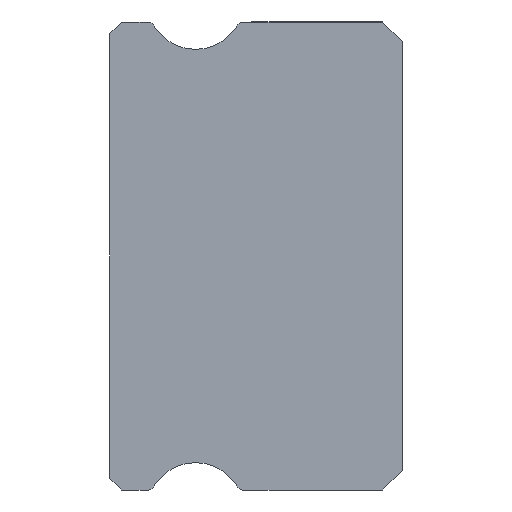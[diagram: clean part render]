
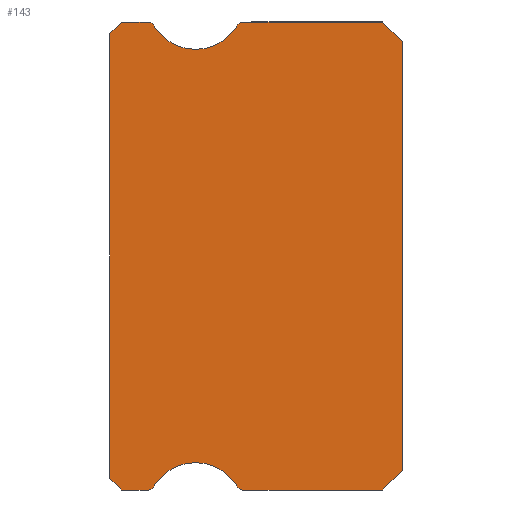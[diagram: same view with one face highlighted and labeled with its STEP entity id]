
A CAD part, left-side view. The second image highlights one B-rep face of the part: STEP entity #143.
In plain terms, the highlighted planar face has unit normal (-1, 0, 0).
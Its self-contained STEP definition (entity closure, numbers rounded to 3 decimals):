
#16 = EDGE_CURVE ( 'NONE', #2569, #2838, #2081, .T. ) ;
#42 = CARTESIAN_POINT ( 'NONE',  ( -15., 4.217, -5.925 ) ) ;
#47 = AXIS2_PLACEMENT_3D ( 'NONE', #902, #1421, #2427 ) ;
#59 = EDGE_CURVE ( 'NONE', #276, #147, #2554, .T. ) ;
#119 = ORIENTED_EDGE ( 'NONE', *, *, #2377, .F. ) ;
#127 = DIRECTION ( 'NONE',  ( 0., -0.707, -0.707 ) ) ;
#143 = ADVANCED_FACE ( 'NONE', ( #2619 ), #2583, .F. ) ;
#147 = VERTEX_POINT ( 'NONE', #853 ) ;
#149 = DIRECTION ( 'NONE',  ( 0., 0., -1. ) ) ;
#154 = ORIENTED_EDGE ( 'NONE', *, *, #926, .F. ) ;
#159 = CARTESIAN_POINT ( 'NONE',  ( -15., 6.512, 6. ) ) ;
#169 = ORIENTED_EDGE ( 'NONE', *, *, #1612, .F. ) ;
#249 = CARTESIAN_POINT ( 'NONE',  ( -15., 5.3, -6.55 ) ) ;
#253 = DIRECTION ( 'NONE',  ( 0., 0., -1. ) ) ;
#276 = VERTEX_POINT ( 'NONE', #2423 ) ;
#284 = CARTESIAN_POINT ( 'NONE',  ( -15., 6.512, 6. ) ) ;
#302 = DIRECTION ( 'NONE',  ( 0., -1., 0. ) ) ;
#306 = VECTOR ( 'NONE', #1059, 1000. ) ;
#345 = CARTESIAN_POINT ( 'NONE',  ( -15., 6.512, -5.85 ) ) ;
#354 = VERTEX_POINT ( 'NONE', #928 ) ;
#378 = VECTOR ( 'NONE', #2789, 1000. ) ;
#393 = VERTEX_POINT ( 'NONE', #2287 ) ;
#410 = AXIS2_PLACEMENT_3D ( 'NONE', #2432, #2999, #149 ) ;
#440 = DIRECTION ( 'NONE',  ( 0., 0., -1. ) ) ;
#520 = CARTESIAN_POINT ( 'NONE',  ( -15., 7.2, -6. ) ) ;
#533 = CARTESIAN_POINT ( 'NONE',  ( -15., 6.512, -6. ) ) ;
#538 = CARTESIAN_POINT ( 'NONE',  ( -15., 6.512, -6. ) ) ;
#546 = VERTEX_POINT ( 'NONE', #3263 ) ;
#573 = VERTEX_POINT ( 'NONE', #1070 ) ;
#633 = EDGE_CURVE ( 'NONE', #147, #2353, #794, .T. ) ;
#642 = EDGE_CURVE ( 'NONE', #546, #2838, #769, .T. ) ;
#684 = VERTEX_POINT ( 'NONE', #520 ) ;
#687 = CARTESIAN_POINT ( 'NONE',  ( -15., 5.3, 6.55 ) ) ;
#693 = VERTEX_POINT ( 'NONE', #533 ) ;
#708 = CARTESIAN_POINT ( 'NONE',  ( -15., 0.5, 6. ) ) ;
#753 = DIRECTION ( 'NONE',  ( 0., 0.707, -0.707 ) ) ;
#759 = EDGE_CURVE ( 'NONE', #1025, #1020, #1661, .T. ) ;
#769 = LINE ( 'NONE', #1064, #3204 ) ;
#778 = CIRCLE ( 'NONE', #3229, 1.25 ) ;
#794 = LINE ( 'NONE', #538, #2455 ) ;
#799 = VERTEX_POINT ( 'NONE', #159 ) ;
#840 = VECTOR ( 'NONE', #2941, 1000. ) ;
#853 = CARTESIAN_POINT ( 'NONE',  ( -15., 0.5, -6. ) ) ;
#856 = ORIENTED_EDGE ( 'NONE', *, *, #1667, .F. ) ;
#862 = EDGE_CURVE ( 'NONE', #684, #693, #2860, .T. ) ;
#878 = CARTESIAN_POINT ( 'NONE',  ( -15., 7.2, -6. ) ) ;
#894 = CARTESIAN_POINT ( 'NONE',  ( -15., 4.088, -6. ) ) ;
#902 = CARTESIAN_POINT ( 'NONE',  ( -15., 4.088, -5.85 ) ) ;
#906 = ORIENTED_EDGE ( 'NONE', *, *, #759, .F. ) ;
#926 = EDGE_CURVE ( 'NONE', #1331, #2153, #778, .T. ) ;
#928 = CARTESIAN_POINT ( 'NONE',  ( -15., 4.088, 6. ) ) ;
#983 = DIRECTION ( 'NONE',  ( 0., 0., 1. ) ) ;
#1020 = VERTEX_POINT ( 'NONE', #2456 ) ;
#1025 = VERTEX_POINT ( 'NONE', #708 ) ;
#1059 = DIRECTION ( 'NONE',  ( 0., -1., 0. ) ) ;
#1064 = CARTESIAN_POINT ( 'NONE',  ( -15., 7.5, 5.7 ) ) ;
#1070 = CARTESIAN_POINT ( 'NONE',  ( -15., 4.217, 5.925 ) ) ;
#1093 = DIRECTION ( 'NONE',  ( 0., 0., -1. ) ) ;
#1172 = EDGE_CURVE ( 'NONE', #799, #393, #2429, .T. ) ;
#1183 = VECTOR ( 'NONE', #2500, 1000. ) ;
#1199 = LINE ( 'NONE', #3202, #2756 ) ;
#1245 = CARTESIAN_POINT ( 'NONE',  ( -15., 6.512, 5.85 ) ) ;
#1258 = ORIENTED_EDGE ( 'NONE', *, *, #1945, .F. ) ;
#1261 = ORIENTED_EDGE ( 'NONE', *, *, #2675, .T. ) ;
#1273 = CIRCLE ( 'NONE', #410, 1.25 ) ;
#1331 = VERTEX_POINT ( 'NONE', #42 ) ;
#1351 = ORIENTED_EDGE ( 'NONE', *, *, #2796, .F. ) ;
#1371 = DIRECTION ( 'NONE',  ( 1., 0., 0. ) ) ;
#1406 = VECTOR ( 'NONE', #127, 1000. ) ;
#1421 = DIRECTION ( 'NONE',  ( 1., 0., 0. ) ) ;
#1445 = DIRECTION ( 'NONE',  ( -1., 0., 0. ) ) ;
#1490 = CIRCLE ( 'NONE', #2236, 0.15 ) ;
#1508 = EDGE_CURVE ( 'NONE', #1984, #573, #1804, .T. ) ;
#1574 = CARTESIAN_POINT ( 'NONE',  ( -15., 6.383, -5.925 ) ) ;
#1575 = DIRECTION ( 'NONE',  ( 0., 1., 0. ) ) ;
#1612 = EDGE_CURVE ( 'NONE', #393, #1984, #1273, .T. ) ;
#1648 = EDGE_CURVE ( 'NONE', #799, #546, #1199, .T. ) ;
#1661 = LINE ( 'NONE', #1906, #1406 ) ;
#1667 = EDGE_CURVE ( 'NONE', #573, #354, #3237, .T. ) ;
#1683 = DIRECTION ( 'NONE',  ( 0., 0., -1. ) ) ;
#1689 = CARTESIAN_POINT ( 'NONE',  ( -15., 5.3, 5.3 ) ) ;
#1759 = ORIENTED_EDGE ( 'NONE', *, *, #862, .T. ) ;
#1790 = CARTESIAN_POINT ( 'NONE',  ( -15., 0., -5.5 ) ) ;
#1804 = CIRCLE ( 'NONE', #1868, 1.25 ) ;
#1807 = CARTESIAN_POINT ( 'NONE',  ( -15., 7.5, 5.85 ) ) ;
#1811 = LINE ( 'NONE', #284, #306 ) ;
#1821 = ORIENTED_EDGE ( 'NONE', *, *, #16, .F. ) ;
#1866 = CIRCLE ( 'NONE', #47, 0.15 ) ;
#1868 = AXIS2_PLACEMENT_3D ( 'NONE', #687, #1445, #2481 ) ;
#1875 = LINE ( 'NONE', #878, #840 ) ;
#1906 = CARTESIAN_POINT ( 'NONE',  ( -15., 0.5, 6. ) ) ;
#1912 = AXIS2_PLACEMENT_3D ( 'NONE', #1960, #2969, #253 ) ;
#1929 = DIRECTION ( 'NONE',  ( 1., 0., 0. ) ) ;
#1937 = CARTESIAN_POINT ( 'NONE',  ( -15., 6.512, -6. ) ) ;
#1945 = EDGE_CURVE ( 'NONE', #2353, #1331, #1866, .T. ) ;
#1960 = CARTESIAN_POINT ( 'NONE',  ( -15., 4.088, 5.85 ) ) ;
#1969 = VECTOR ( 'NONE', #983, 1000. ) ;
#1977 = DIRECTION ( 'NONE',  ( 0., 1., 0. ) ) ;
#1984 = VERTEX_POINT ( 'NONE', #1689 ) ;
#2031 = DIRECTION ( 'NONE',  ( -1., 0., 0. ) ) ;
#2081 = LINE ( 'NONE', #1807, #1183 ) ;
#2115 = CARTESIAN_POINT ( 'NONE',  ( -15., 6.512, 5.85 ) ) ;
#2143 = ORIENTED_EDGE ( 'NONE', *, *, #59, .F. ) ;
#2153 = VERTEX_POINT ( 'NONE', #1574 ) ;
#2207 = CARTESIAN_POINT ( 'NONE',  ( -15., 7.5, 5.7 ) ) ;
#2236 = AXIS2_PLACEMENT_3D ( 'NONE', #345, #1371, #440 ) ;
#2272 = EDGE_CURVE ( 'NONE', #2569, #684, #1875, .T. ) ;
#2287 = CARTESIAN_POINT ( 'NONE',  ( -15., 6.383, 5.925 ) ) ;
#2353 = VERTEX_POINT ( 'NONE', #894 ) ;
#2369 = DIRECTION ( 'NONE',  ( 1., 0., 0. ) ) ;
#2377 = EDGE_CURVE ( 'NONE', #2153, #693, #1490, .T. ) ;
#2390 = EDGE_LOOP ( 'NONE', ( #2700, #1821, #3117, #1759, #119, #154, #1258, #2982, #2143, #1261, #906, #1351, #856, #2987, #169, #2428, #2503 ) ) ;
#2423 = CARTESIAN_POINT ( 'NONE',  ( -15., 0., -5.5 ) ) ;
#2427 = DIRECTION ( 'NONE',  ( 0., 0., -1. ) ) ;
#2428 = ORIENTED_EDGE ( 'NONE', *, *, #1172, .F. ) ;
#2429 = CIRCLE ( 'NONE', #3064, 0.15 ) ;
#2432 = CARTESIAN_POINT ( 'NONE',  ( -15., 5.3, 6.55 ) ) ;
#2455 = VECTOR ( 'NONE', #1575, 1000. ) ;
#2456 = CARTESIAN_POINT ( 'NONE',  ( -15., 0., 5.5 ) ) ;
#2457 = AXIS2_PLACEMENT_3D ( 'NONE', #2115, #2369, #1093 ) ;
#2481 = DIRECTION ( 'NONE',  ( 0., 0., -1. ) ) ;
#2500 = DIRECTION ( 'NONE',  ( 0., 0., 1. ) ) ;
#2503 = ORIENTED_EDGE ( 'NONE', *, *, #1648, .T. ) ;
#2554 = LINE ( 'NONE', #1790, #378 ) ;
#2569 = VERTEX_POINT ( 'NONE', #2800 ) ;
#2583 = PLANE ( 'NONE',  #2457 ) ;
#2619 = FACE_OUTER_BOUND ( 'NONE', #2390, .T. ) ;
#2675 = EDGE_CURVE ( 'NONE', #276, #1020, #3068, .T. ) ;
#2700 = ORIENTED_EDGE ( 'NONE', *, *, #642, .T. ) ;
#2724 = VECTOR ( 'NONE', #302, 1000. ) ;
#2756 = VECTOR ( 'NONE', #1977, 1000. ) ;
#2787 = DIRECTION ( 'NONE',  ( 0., 0., -1. ) ) ;
#2789 = DIRECTION ( 'NONE',  ( 0., 0.707, -0.707 ) ) ;
#2796 = EDGE_CURVE ( 'NONE', #354, #1025, #1811, .T. ) ;
#2800 = CARTESIAN_POINT ( 'NONE',  ( -15., 7.5, -5.7 ) ) ;
#2838 = VERTEX_POINT ( 'NONE', #2207 ) ;
#2860 = LINE ( 'NONE', #1937, #2724 ) ;
#2941 = DIRECTION ( 'NONE',  ( 0., -0.707, -0.707 ) ) ;
#2969 = DIRECTION ( 'NONE',  ( 1., 0., 0. ) ) ;
#2982 = ORIENTED_EDGE ( 'NONE', *, *, #633, .F. ) ;
#2987 = ORIENTED_EDGE ( 'NONE', *, *, #1508, .F. ) ;
#2999 = DIRECTION ( 'NONE',  ( -1., 0., 0. ) ) ;
#3064 = AXIS2_PLACEMENT_3D ( 'NONE', #1245, #1929, #1683 ) ;
#3068 = LINE ( 'NONE', #3259, #1969 ) ;
#3117 = ORIENTED_EDGE ( 'NONE', *, *, #2272, .T. ) ;
#3202 = CARTESIAN_POINT ( 'NONE',  ( -15., 7.2, 6. ) ) ;
#3204 = VECTOR ( 'NONE', #753, 1000. ) ;
#3229 = AXIS2_PLACEMENT_3D ( 'NONE', #249, #2031, #2787 ) ;
#3237 = CIRCLE ( 'NONE', #1912, 0.15 ) ;
#3259 = CARTESIAN_POINT ( 'NONE',  ( -15., 0., 5.5 ) ) ;
#3263 = CARTESIAN_POINT ( 'NONE',  ( -15., 7.2, 6. ) ) ;
